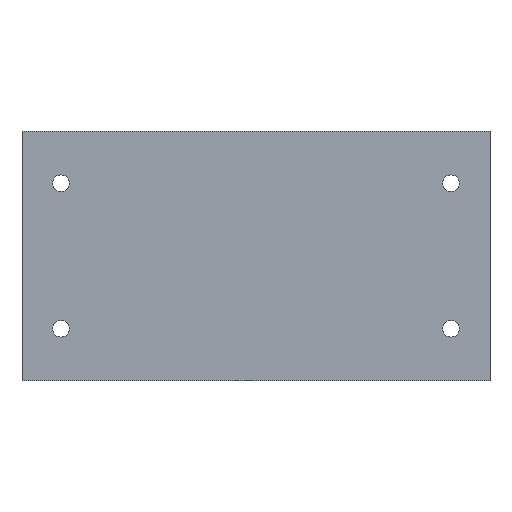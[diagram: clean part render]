
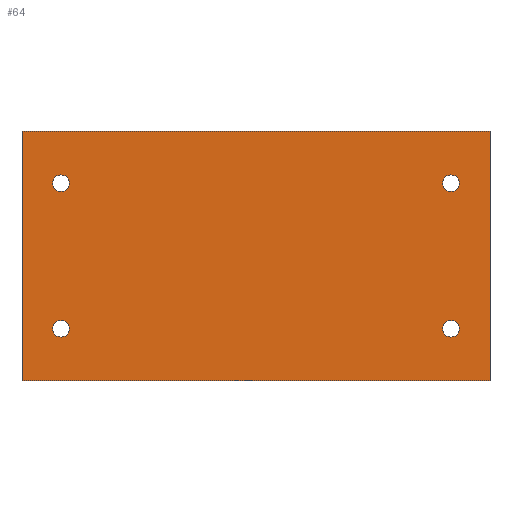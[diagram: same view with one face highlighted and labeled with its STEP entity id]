
A CAD part, front view. The second image highlights one B-rep face of the part: STEP entity #64.
In plain terms, the highlighted planar face has unit normal (0, -1, 0).
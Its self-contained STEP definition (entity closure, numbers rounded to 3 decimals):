
#7 = CIRCLE ( 'NONE', #70, 1.6 ) ;
#13 = EDGE_CURVE ( 'NONE', #190, #635, #281, .T. ) ;
#25 = VECTOR ( 'NONE', #554, 1000. ) ;
#35 = CARTESIAN_POINT ( 'NONE',  ( 37.5, -35., 14. ) ) ;
#36 = CARTESIAN_POINT ( 'NONE',  ( 45., -35., -24. ) ) ;
#37 = DIRECTION ( 'NONE',  ( 0., -1., 0. ) ) ;
#53 = ORIENTED_EDGE ( 'NONE', *, *, #841, .F. ) ;
#64 = ADVANCED_FACE ( 'NONE', ( #146, #521, #243, #253, #706 ), #624, .F. ) ;
#70 = AXIS2_PLACEMENT_3D ( 'NONE', #622, #777, #629 ) ;
#84 = EDGE_CURVE ( 'NONE', #485, #730, #106, .T. ) ;
#88 = CARTESIAN_POINT ( 'NONE',  ( -20., -35., 24. ) ) ;
#91 = LINE ( 'NONE', #216, #182 ) ;
#95 = DIRECTION ( 'NONE',  ( 0., 0., 1. ) ) ;
#96 = EDGE_CURVE ( 'NONE', #635, #455, #826, .T. ) ;
#106 = CIRCLE ( 'NONE', #513, 1.6 ) ;
#116 = VERTEX_POINT ( 'NONE', #478 ) ;
#122 = DIRECTION ( 'NONE',  ( 0., 0., 1. ) ) ;
#126 = ORIENTED_EDGE ( 'NONE', *, *, #628, .T. ) ;
#129 = CARTESIAN_POINT ( 'NONE',  ( -37.5, -35., -14. ) ) ;
#133 = DIRECTION ( 'NONE',  ( 1., 0., 0. ) ) ;
#146 = FACE_BOUND ( 'NONE', #472, .T. ) ;
#151 = VERTEX_POINT ( 'NONE', #872 ) ;
#168 = DIRECTION ( 'NONE',  ( 0., 0., 1. ) ) ;
#182 = VECTOR ( 'NONE', #133, 1000. ) ;
#189 = DIRECTION ( 'NONE',  ( 0., 0., -1. ) ) ;
#190 = VERTEX_POINT ( 'NONE', #273 ) ;
#196 = LINE ( 'NONE', #226, #966 ) ;
#197 = CARTESIAN_POINT ( 'NONE',  ( -37.5, -35., -14. ) ) ;
#201 = EDGE_CURVE ( 'NONE', #963, #599, #204, .T. ) ;
#204 = CIRCLE ( 'NONE', #541, 1.6 ) ;
#216 = CARTESIAN_POINT ( 'NONE',  ( -20., -35., -24. ) ) ;
#226 = CARTESIAN_POINT ( 'NONE',  ( -45., -35., 24. ) ) ;
#229 = CARTESIAN_POINT ( 'NONE',  ( 37.5, -35., -14. ) ) ;
#230 = EDGE_CURVE ( 'NONE', #151, #576, #438, .T. ) ;
#241 = AXIS2_PLACEMENT_3D ( 'NONE', #129, #423, #122 ) ;
#243 = FACE_BOUND ( 'NONE', #611, .T. ) ;
#253 = FACE_BOUND ( 'NONE', #602, .T. ) ;
#259 = EDGE_CURVE ( 'NONE', #576, #151, #7, .T. ) ;
#268 = AXIS2_PLACEMENT_3D ( 'NONE', #401, #542, #95 ) ;
#273 = CARTESIAN_POINT ( 'NONE',  ( -45., -35., 24. ) ) ;
#278 = EDGE_LOOP ( 'NONE', ( #499, #420, #937, #126 ) ) ;
#281 = LINE ( 'NONE', #390, #447 ) ;
#292 = CARTESIAN_POINT ( 'NONE',  ( 45., -35., 24. ) ) ;
#306 = CIRCLE ( 'NONE', #241, 1.6 ) ;
#338 = DIRECTION ( 'NONE',  ( 0., -1., 0. ) ) ;
#363 = ORIENTED_EDGE ( 'NONE', *, *, #892, .F. ) ;
#366 = EDGE_CURVE ( 'NONE', #928, #593, #804, .T. ) ;
#369 = AXIS2_PLACEMENT_3D ( 'NONE', #229, #915, #917 ) ;
#379 = AXIS2_PLACEMENT_3D ( 'NONE', #88, #544, #168 ) ;
#390 = CARTESIAN_POINT ( 'NONE',  ( -20., -35., 24. ) ) ;
#401 = CARTESIAN_POINT ( 'NONE',  ( -37.5, -35., 14. ) ) ;
#414 = CIRCLE ( 'NONE', #653, 1.6 ) ;
#420 = ORIENTED_EDGE ( 'NONE', *, *, #96, .F. ) ;
#423 = DIRECTION ( 'NONE',  ( 0., -1., 0. ) ) ;
#438 = CIRCLE ( 'NONE', #268, 1.6 ) ;
#447 = VECTOR ( 'NONE', #776, 1000. ) ;
#455 = VERTEX_POINT ( 'NONE', #36 ) ;
#470 = CARTESIAN_POINT ( 'NONE',  ( 37.5, -35., 12.4 ) ) ;
#472 = EDGE_LOOP ( 'NONE', ( #883, #697 ) ) ;
#478 = CARTESIAN_POINT ( 'NONE',  ( -45., -35., -24. ) ) ;
#485 = VERTEX_POINT ( 'NONE', #470 ) ;
#499 = ORIENTED_EDGE ( 'NONE', *, *, #597, .T. ) ;
#513 = AXIS2_PLACEMENT_3D ( 'NONE', #35, #37, #189 ) ;
#516 = CIRCLE ( 'NONE', #369, 1.6 ) ;
#518 = CARTESIAN_POINT ( 'NONE',  ( -37.5, -35., 15.6 ) ) ;
#521 = FACE_BOUND ( 'NONE', #668, .T. ) ;
#541 = AXIS2_PLACEMENT_3D ( 'NONE', #812, #651, #886 ) ;
#542 = DIRECTION ( 'NONE',  ( 0., -1., 0. ) ) ;
#544 = DIRECTION ( 'NONE',  ( 0., 1., 0. ) ) ;
#554 = DIRECTION ( 'NONE',  ( 0., 0., -1. ) ) ;
#561 = ORIENTED_EDGE ( 'NONE', *, *, #259, .F. ) ;
#576 = VERTEX_POINT ( 'NONE', #518 ) ;
#593 = VERTEX_POINT ( 'NONE', #675 ) ;
#596 = DIRECTION ( 'NONE',  ( 0., 0., -1. ) ) ;
#597 = EDGE_CURVE ( 'NONE', #116, #455, #91, .T. ) ;
#599 = VERTEX_POINT ( 'NONE', #681 ) ;
#602 = EDGE_LOOP ( 'NONE', ( #701, #53 ) ) ;
#611 = EDGE_LOOP ( 'NONE', ( #916, #363 ) ) ;
#622 = CARTESIAN_POINT ( 'NONE',  ( -37.5, -35., 14. ) ) ;
#624 = PLANE ( 'NONE',  #379 ) ;
#628 = EDGE_CURVE ( 'NONE', #190, #116, #196, .T. ) ;
#629 = DIRECTION ( 'NONE',  ( 0., 0., 1. ) ) ;
#635 = VERTEX_POINT ( 'NONE', #292 ) ;
#651 = DIRECTION ( 'NONE',  ( 0., -1., 0. ) ) ;
#653 = AXIS2_PLACEMENT_3D ( 'NONE', #711, #338, #875 ) ;
#664 = CARTESIAN_POINT ( 'NONE',  ( -37.5, -35., -15.6 ) ) ;
#668 = EDGE_LOOP ( 'NONE', ( #834, #561 ) ) ;
#675 = CARTESIAN_POINT ( 'NONE',  ( -37.5, -35., -12.4 ) ) ;
#681 = CARTESIAN_POINT ( 'NONE',  ( 37.5, -35., -15.6 ) ) ;
#688 = EDGE_CURVE ( 'NONE', #599, #963, #516, .T. ) ;
#697 = ORIENTED_EDGE ( 'NONE', *, *, #201, .F. ) ;
#701 = ORIENTED_EDGE ( 'NONE', *, *, #84, .F. ) ;
#706 = FACE_OUTER_BOUND ( 'NONE', #278, .T. ) ;
#711 = CARTESIAN_POINT ( 'NONE',  ( 37.5, -35., 14. ) ) ;
#712 = DIRECTION ( 'NONE',  ( 0., 0., 1. ) ) ;
#730 = VERTEX_POINT ( 'NONE', #765 ) ;
#765 = CARTESIAN_POINT ( 'NONE',  ( 37.5, -35., 15.6 ) ) ;
#776 = DIRECTION ( 'NONE',  ( 1., 0., 0. ) ) ;
#777 = DIRECTION ( 'NONE',  ( 0., -1., 0. ) ) ;
#804 = CIRCLE ( 'NONE', #857, 1.6 ) ;
#812 = CARTESIAN_POINT ( 'NONE',  ( 37.5, -35., -14. ) ) ;
#826 = LINE ( 'NONE', #932, #25 ) ;
#833 = CARTESIAN_POINT ( 'NONE',  ( 37.5, -35., -12.4 ) ) ;
#834 = ORIENTED_EDGE ( 'NONE', *, *, #230, .F. ) ;
#841 = EDGE_CURVE ( 'NONE', #730, #485, #414, .T. ) ;
#857 = AXIS2_PLACEMENT_3D ( 'NONE', #197, #933, #712 ) ;
#872 = CARTESIAN_POINT ( 'NONE',  ( -37.5, -35., 12.4 ) ) ;
#875 = DIRECTION ( 'NONE',  ( 0., 0., -1. ) ) ;
#883 = ORIENTED_EDGE ( 'NONE', *, *, #688, .F. ) ;
#886 = DIRECTION ( 'NONE',  ( 0., 0., -1. ) ) ;
#892 = EDGE_CURVE ( 'NONE', #593, #928, #306, .T. ) ;
#915 = DIRECTION ( 'NONE',  ( 0., -1., 0. ) ) ;
#916 = ORIENTED_EDGE ( 'NONE', *, *, #366, .F. ) ;
#917 = DIRECTION ( 'NONE',  ( 0., 0., -1. ) ) ;
#928 = VERTEX_POINT ( 'NONE', #664 ) ;
#932 = CARTESIAN_POINT ( 'NONE',  ( 45., -35., 24. ) ) ;
#933 = DIRECTION ( 'NONE',  ( 0., -1., 0. ) ) ;
#937 = ORIENTED_EDGE ( 'NONE', *, *, #13, .F. ) ;
#963 = VERTEX_POINT ( 'NONE', #833 ) ;
#966 = VECTOR ( 'NONE', #596, 1000. ) ;
